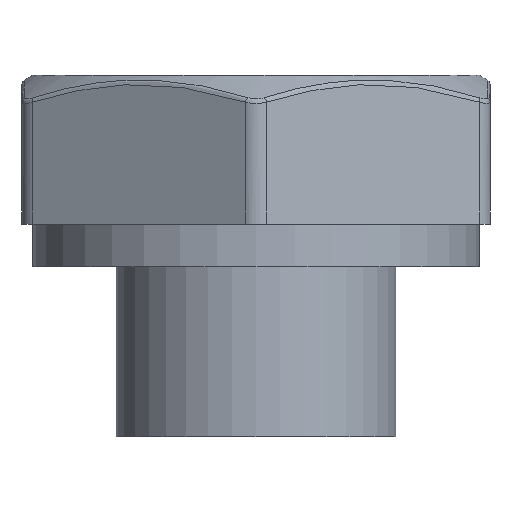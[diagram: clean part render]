
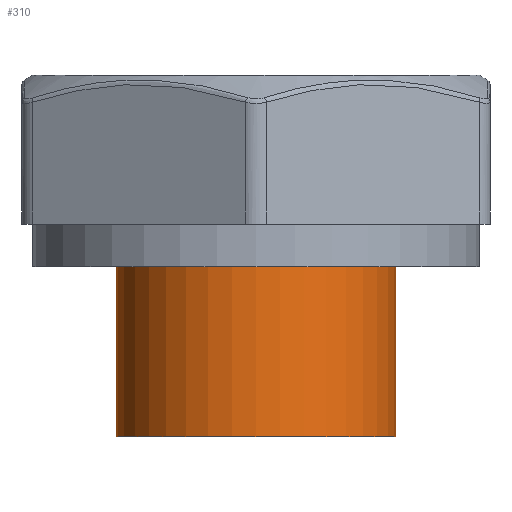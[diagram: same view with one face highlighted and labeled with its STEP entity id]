
A CAD part, front view. The second image highlights one B-rep face of the part: STEP entity #310.
In plain terms, the highlighted cylindrical face has radius 6.579 mm (diameter 13.157 mm), a full revolution.
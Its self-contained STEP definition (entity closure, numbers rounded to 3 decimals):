
#310 = ADVANCED_FACE( '', ( #739, #740 ), #741, .T. );
#739 = FACE_OUTER_BOUND( '', #1584, .T. );
#740 = FACE_OUTER_BOUND( '', #1585, .T. );
#741 = CYLINDRICAL_SURFACE( '', #1586, 6.579 );
#1584 = EDGE_LOOP( '', ( #3198 ) );
#1585 = EDGE_LOOP( '', ( #3199 ) );
#1586 = AXIS2_PLACEMENT_3D( '', #3200, #3201, #3202 );
#3198 = ORIENTED_EDGE( '', *, *, #4527, .F. );
#3199 = ORIENTED_EDGE( '', *, *, #4627, .T. );
#3200 = CARTESIAN_POINT( '', ( 0., 0., 10. ) );
#3201 = DIRECTION( '', ( 0., 0., 1. ) );
#3202 = DIRECTION( '', ( -1., 0., 0. ) );
#4527 = EDGE_CURVE( '', #5225, #5225, #5226, .T. );
#4627 = EDGE_CURVE( '', #5381, #5381, #5382, .F. );
#5225 = VERTEX_POINT( '', #6716 );
#5226 = CIRCLE( '', #6717, 6.579 );
#5381 = VERTEX_POINT( '', #6941 );
#5382 = CIRCLE( '', #6942, 6.579 );
#6716 = CARTESIAN_POINT( '', ( 6.579, 0., 0. ) );
#6717 = AXIS2_PLACEMENT_3D( '', #8065, #8066, #8067 );
#6941 = CARTESIAN_POINT( '', ( 6.579, 0., 8. ) );
#6942 = AXIS2_PLACEMENT_3D( '', #8125, #8126, #8127 );
#8065 = CARTESIAN_POINT( '', ( 0., 0., 0. ) );
#8066 = DIRECTION( '', ( 0., 0., -1. ) );
#8067 = DIRECTION( '', ( 1., 0., 0. ) );
#8125 = CARTESIAN_POINT( '', ( 0., 0., 8. ) );
#8126 = DIRECTION( '', ( 0., 0., 1. ) );
#8127 = DIRECTION( '', ( 1., 0., 0. ) );
